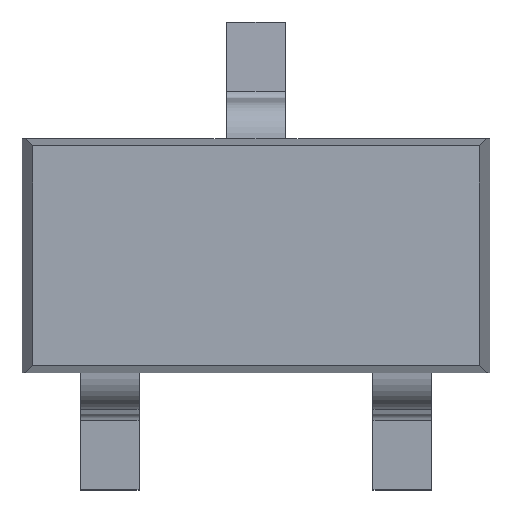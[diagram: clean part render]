
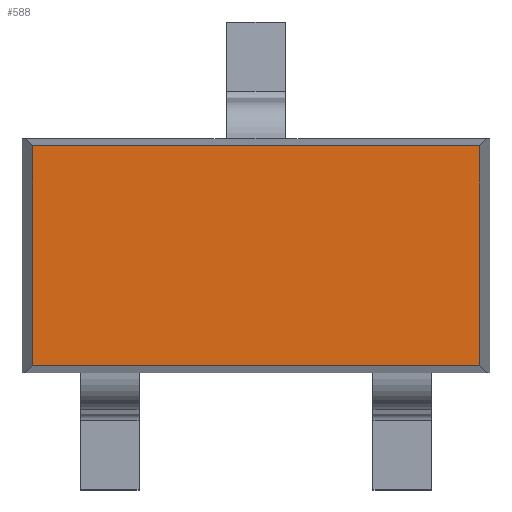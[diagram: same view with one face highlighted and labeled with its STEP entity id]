
A CAD part, top view. The second image highlights one B-rep face of the part: STEP entity #588.
In plain terms, the highlighted planar face has unit normal (0, 0, 1).
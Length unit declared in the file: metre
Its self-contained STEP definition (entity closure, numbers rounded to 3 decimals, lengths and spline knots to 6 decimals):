
#224 = EDGE_CURVE( '', #629, #630, #631, .T. );
#480 = EDGE_CURVE( '', #722, #629, #998, .T. );
#526 = EDGE_CURVE( '', #875, #630, #1055, .T. );
#588 = ADVANCED_FACE( '', ( #1123 ), #1124, .F. );
#590 = EDGE_CURVE( '', #722, #875, #1126, .T. );
#629 = VERTEX_POINT( '', #1163 );
#630 = VERTEX_POINT( '', #1164 );
#631 = LINE( '', #1165, #1166 );
#722 = VERTEX_POINT( '', #1299 );
#875 = VERTEX_POINT( '', #1516 );
#998 = LINE( '', #1707, #1708 );
#1055 = LINE( '', #1788, #1789 );
#1123 = FACE_OUTER_BOUND( '', #1900, .T. );
#1124 = PLANE( '', #1901 );
#1126 = LINE( '', #1904, #1905 );
#1163 = CARTESIAN_POINT( '', ( 0.000763, -0.000375, 0.000799 ) );
#1164 = CARTESIAN_POINT( '', ( 0.000763, 0.000375, 0.000799 ) );
#1165 = CARTESIAN_POINT( '', ( 0.000763, -0.0008, 0.000799 ) );
#1166 = VECTOR( '', #1929, 1. );
#1299 = CARTESIAN_POINT( '', ( -0.000763, -0.000375, 0.000799 ) );
#1516 = CARTESIAN_POINT( '', ( -0.000763, 0.000375, 0.000799 ) );
#1707 = CARTESIAN_POINT( '', ( -0.0008, -0.000375, 0.000799 ) );
#1708 = VECTOR( '', #2381, 1. );
#1788 = CARTESIAN_POINT( '', ( -0.0008, 0.000375, 0.000799 ) );
#1789 = VECTOR( '', #2474, 1. );
#1900 = EDGE_LOOP( '', ( #2564, #2565, #2566, #2567 ) );
#1901 = AXIS2_PLACEMENT_3D( '', #2568, #2569, #2570 );
#1904 = CARTESIAN_POINT( '', ( -0.000763, -0.0008, 0.000799 ) );
#1905 = VECTOR( '', #2571, 1. );
#1929 = DIRECTION( '', ( 0., 1., 0. ) );
#2381 = DIRECTION( '', ( 1., 0., 0. ) );
#2474 = DIRECTION( '', ( 1., 0., 0. ) );
#2564 = ORIENTED_EDGE( '', *, *, #526, .F. );
#2565 = ORIENTED_EDGE( '', *, *, #590, .F. );
#2566 = ORIENTED_EDGE( '', *, *, #480, .T. );
#2567 = ORIENTED_EDGE( '', *, *, #224, .T. );
#2568 = CARTESIAN_POINT( '', ( -0.0008, 0.000375, 0.000799 ) );
#2569 = DIRECTION( '', ( 0., 0., -1. ) );
#2570 = DIRECTION( '', ( -1., 0., 0. ) );
#2571 = DIRECTION( '', ( 0., 1., 0. ) );
